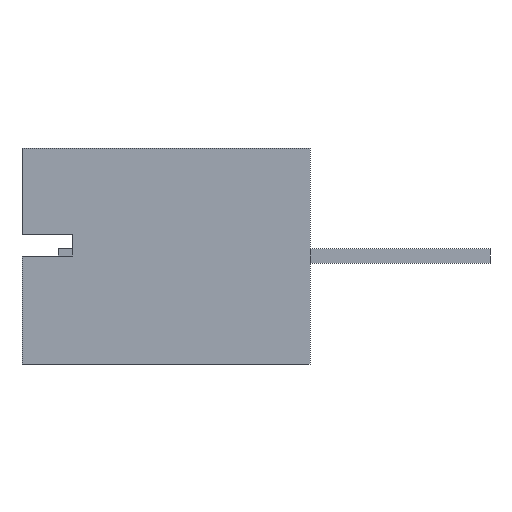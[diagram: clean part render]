
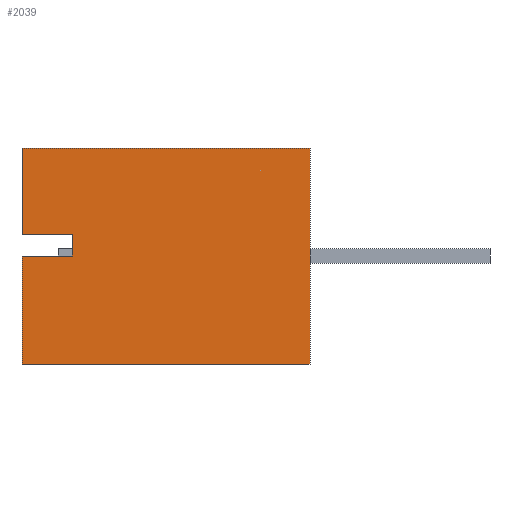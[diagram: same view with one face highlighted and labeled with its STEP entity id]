
A CAD part, left-side view. The second image highlights one B-rep face of the part: STEP entity #2039.
In plain terms, the highlighted planar face has unit normal (-1, 0, 0).
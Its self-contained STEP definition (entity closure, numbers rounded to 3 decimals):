
#1154=CARTESIAN_POINT('POINT81',(-5.,3.3,0.3));
#1155=VERTEX_POINT('VERTEX81',#1154);
#1162=CARTESIAN_POINT('POINT82',(-5.,4.,0.3));
#1163=VERTEX_POINT('VERTEX82',#1162);
#1164=CARTESIAN_POINT('POS146',(-5.,4.,0.3));
#1165=DIRECTION('DIR182',(0.,-1.,0.));
#1166=VECTOR('VEC110',#1165,1.);
#1167=LINE('STRAIGHT110',#1164,#1166);
#1168=EDGE_CURVE('EDGE110',#1163,#1155,#1167,.T.);
#1184=CARTESIAN_POINT('POINT83',(-5.,4.,0.));
#1185=VERTEX_POINT('VERTEX83',#1184);
#1186=CARTESIAN_POINT('POINT84',(-5.,3.3,0.));
#1187=VERTEX_POINT('VERTEX84',#1186);
#1188=CARTESIAN_POINT('POS149',(-5.,4.,0.));
#1189=DIRECTION('DIR186',(0.,-1.,0.));
#1190=VECTOR('VEC112',#1189,1.);
#1191=LINE('STRAIGHT112',#1188,#1190);
#1192=EDGE_CURVE('EDGE112',#1185,#1187,#1191,.T.);
#1218=CARTESIAN_POINT('POS153',(-5.,3.3,0.3));
#1219=DIRECTION('DIR191',(0.,0.,-1.));
#1220=VECTOR('VEC115',#1219,1.);
#1221=LINE('STRAIGHT115',#1218,#1220);
#1222=EDGE_CURVE('EDGE115',#1155,#1187,#1221,.T.);
#1543=CARTESIAN_POINT('POINT97',(-5.,4.,1.5));
#1544=VERTEX_POINT('VERTEX97',#1543);
#1545=CARTESIAN_POINT('POS189',(-5.,4.,0.3));
#1546=DIRECTION('DIR239',(0.,0.,1.));
#1547=VECTOR('VEC139',#1546,1.);
#1548=LINE('STRAIGHT139',#1545,#1547);
#1549=EDGE_CURVE('EDGE139',#1163,#1544,#1548,.T.);
#1686=CARTESIAN_POINT('POINT104',(-5.,4.,-1.5));
#1687=VERTEX_POINT('VERTEX104',#1686);
#1694=CARTESIAN_POINT('POS207',(-5.,4.,-1.5));
#1695=DIRECTION('DIR262',(0.,0.,1.));
#1696=VECTOR('VEC152',#1695,1.);
#1697=LINE('STRAIGHT152',#1694,#1696);
#1698=EDGE_CURVE('EDGE152',#1687,#1185,#1697,.T.);
#2005=ORIENTED_EDGE('COEDGE313',*,*,#1222,.T.);
#2006=ORIENTED_EDGE('COEDGE314',*,*,#1192,.F.);
#2007=ORIENTED_EDGE('COEDGE315',*,*,#1698,.F.);
#2008=CARTESIAN_POINT('POINT129',(-5.,0.,-1.5));
#2009=VERTEX_POINT('VERTEX129',#2008);
#2010=CARTESIAN_POINT('POS246',(-5.,0.,-1.5));
#2011=DIRECTION('DIR311',(0.,1.,0.));
#2012=VECTOR('VEC181',#2011,1.);
#2013=LINE('STRAIGHT181',#2010,#2012);
#2014=EDGE_CURVE('EDGE181',#2009,#1687,#2013,.T.);
#2015=ORIENTED_EDGE('COEDGE316',*,*,#2014,.F.);
#2016=CARTESIAN_POINT('POINT130',(-5.,0.,1.5));
#2017=VERTEX_POINT('VERTEX130',#2016);
#2018=CARTESIAN_POINT('POS247',(-5.,0.,-1.5));
#2019=DIRECTION('DIR312',(0.,0.,1.));
#2020=VECTOR('VEC182',#2019,1.);
#2021=LINE('STRAIGHT182',#2018,#2020);
#2022=EDGE_CURVE('EDGE182',#2009,#2017,#2021,.T.);
#2023=ORIENTED_EDGE('COEDGE317',*,*,#2022,.T.);
#2024=CARTESIAN_POINT('POS248',(-5.,0.,1.5));
#2025=DIRECTION('DIR313',(0.,1.,0.));
#2026=VECTOR('VEC183',#2025,1.);
#2027=LINE('STRAIGHT183',#2024,#2026);
#2028=EDGE_CURVE('EDGE183',#2017,#1544,#2027,.T.);
#2029=ORIENTED_EDGE('COEDGE318',*,*,#2028,.T.);
#2030=ORIENTED_EDGE('COEDGE319',*,*,#1549,.F.);
#2031=ORIENTED_EDGE('COEDGE320',*,*,#1168,.T.);
#2032=EDGE_LOOP('NONE',(#2005,#2006,#2007,#2015,#2023,#2029,#2030,#2031)
   );
#2033=FACE_BOUND('LOOP1',#2032,.T.);
#2034=CARTESIAN_POINT('POS249',(-5.,0.,-1.5));
#2035=DIRECTION('DIR314',(-1.,0.,0.));
#2036=DIRECTION('DIR315',(0.,1.,0.));
#2037=AXIS2_PLACEMENT_3D('AXIS66',#2034,#2035,#2036);
#2038=PLANE('PLANE66',#2037);
#2039=ADVANCED_FACE('FACE66',(#2033),#2038,.T.);
